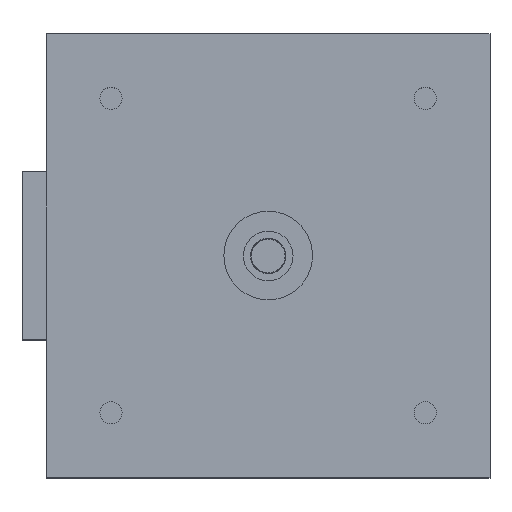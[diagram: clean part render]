
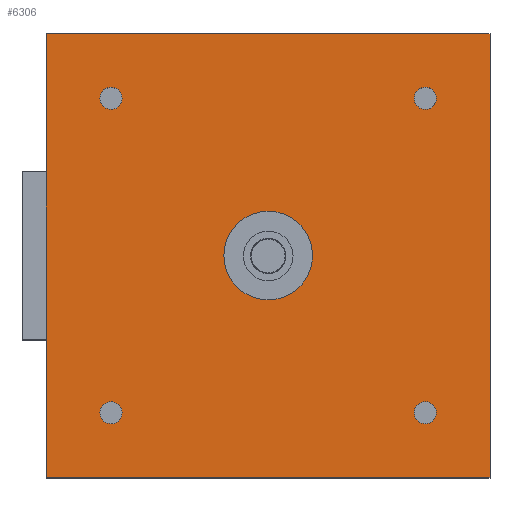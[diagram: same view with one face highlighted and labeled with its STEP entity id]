
A CAD part, top view. The second image highlights one B-rep face of the part: STEP entity #6306.
In plain terms, the highlighted planar face has unit normal (0, 0, 1).
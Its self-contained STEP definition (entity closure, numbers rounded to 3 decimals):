
#102=FACE_BOUND('',#921,.T.);
#103=FACE_BOUND('',#922,.T.);
#104=FACE_BOUND('',#923,.T.);
#105=FACE_BOUND('',#924,.T.);
#106=FACE_BOUND('',#925,.T.);
#275=PLANE('',#6736);
#531=FACE_OUTER_BOUND('',#920,.T.);
#920=EDGE_LOOP('',(#4509,#4510,#4511,#4512));
#921=EDGE_LOOP('',(#4513));
#922=EDGE_LOOP('',(#4514));
#923=EDGE_LOOP('',(#4515));
#924=EDGE_LOOP('',(#4516));
#925=EDGE_LOOP('',(#4517));
#1468=LINE('',#9310,#2080);
#1488=LINE('',#9366,#2100);
#1490=LINE('',#9369,#2102);
#1491=LINE('',#9371,#2103);
#2080=VECTOR('',#7400,10.);
#2100=VECTOR('',#7456,10.);
#2102=VECTOR('',#7460,10.);
#2103=VECTOR('',#7463,10.);
#2663=CIRCLE('',#6706,10.);
#2665=CIRCLE('',#6717,2.5);
#2667=CIRCLE('',#6720,2.5);
#2669=CIRCLE('',#6723,2.5);
#2671=CIRCLE('',#6726,2.5);
#2922=VERTEX_POINT('',#9247);
#2944=VERTEX_POINT('',#9307);
#2945=VERTEX_POINT('',#9309);
#2950=VERTEX_POINT('',#9321);
#2952=VERTEX_POINT('',#9327);
#2954=VERTEX_POINT('',#9333);
#2956=VERTEX_POINT('',#9339);
#2962=VERTEX_POINT('',#9363);
#2963=VERTEX_POINT('',#9365);
#3511=EDGE_CURVE('',#2922,#2922,#2663,.T.);
#3542=EDGE_CURVE('',#2945,#2944,#1468,.T.);
#3548=EDGE_CURVE('',#2950,#2950,#2665,.T.);
#3551=EDGE_CURVE('',#2952,#2952,#2667,.T.);
#3554=EDGE_CURVE('',#2954,#2954,#2669,.T.);
#3557=EDGE_CURVE('',#2956,#2956,#2671,.T.);
#3570=EDGE_CURVE('',#2963,#2962,#1488,.T.);
#3572=EDGE_CURVE('',#2962,#2945,#1490,.T.);
#3573=EDGE_CURVE('',#2944,#2963,#1491,.T.);
#4509=ORIENTED_EDGE('',*,*,#3573,.T.);
#4510=ORIENTED_EDGE('',*,*,#3570,.T.);
#4511=ORIENTED_EDGE('',*,*,#3572,.T.);
#4512=ORIENTED_EDGE('',*,*,#3542,.T.);
#4513=ORIENTED_EDGE('',*,*,#3511,.T.);
#4514=ORIENTED_EDGE('',*,*,#3548,.T.);
#4515=ORIENTED_EDGE('',*,*,#3551,.T.);
#4516=ORIENTED_EDGE('',*,*,#3554,.T.);
#4517=ORIENTED_EDGE('',*,*,#3557,.T.);
#6306=ADVANCED_FACE('',(#531,#102,#103,#104,#105,#106),#275,.T.);
#6706=AXIS2_PLACEMENT_3D('',#9248,#7351,#7352);
#6717=AXIS2_PLACEMENT_3D('',#9322,#7408,#7409);
#6720=AXIS2_PLACEMENT_3D('',#9328,#7415,#7416);
#6723=AXIS2_PLACEMENT_3D('',#9334,#7422,#7423);
#6726=AXIS2_PLACEMENT_3D('',#9340,#7429,#7430);
#6736=AXIS2_PLACEMENT_3D('',#9372,#7464,#7465);
#7351=DIRECTION('center_axis',(0.,0.,-1.));
#7352=DIRECTION('ref_axis',(-1.,0.,0.));
#7400=DIRECTION('',(0.,-1.,0.));
#7408=DIRECTION('center_axis',(0.,0.,-1.));
#7409=DIRECTION('ref_axis',(-1.,0.,0.));
#7415=DIRECTION('center_axis',(0.,0.,-1.));
#7416=DIRECTION('ref_axis',(-1.,0.,0.));
#7422=DIRECTION('center_axis',(0.,0.,-1.));
#7423=DIRECTION('ref_axis',(-1.,0.,0.));
#7429=DIRECTION('center_axis',(0.,0.,-1.));
#7430=DIRECTION('ref_axis',(-1.,0.,0.));
#7456=DIRECTION('',(0.,1.,0.));
#7460=DIRECTION('',(-1.,0.,0.));
#7463=DIRECTION('',(1.,0.,0.));
#7464=DIRECTION('center_axis',(0.,0.,1.));
#7465=DIRECTION('ref_axis',(-1.,0.,0.));
#9247=CARTESIAN_POINT('',(10.,0.,112.));
#9248=CARTESIAN_POINT('Origin',(0.,0.,112.));
#9307=CARTESIAN_POINT('',(-50.,-50.,112.));
#9309=CARTESIAN_POINT('',(-50.,50.,112.));
#9310=CARTESIAN_POINT('',(-50.,50.,112.));
#9321=CARTESIAN_POINT('',(37.929,35.429,112.));
#9322=CARTESIAN_POINT('Origin',(35.429,35.429,112.));
#9327=CARTESIAN_POINT('',(37.929,-35.429,112.));
#9328=CARTESIAN_POINT('Origin',(35.429,-35.429,112.));
#9333=CARTESIAN_POINT('',(-32.929,35.429,112.));
#9334=CARTESIAN_POINT('Origin',(-35.429,35.429,112.));
#9339=CARTESIAN_POINT('',(-32.929,-35.429,112.));
#9340=CARTESIAN_POINT('Origin',(-35.429,-35.429,112.));
#9363=CARTESIAN_POINT('',(50.,50.,112.));
#9365=CARTESIAN_POINT('',(50.,-50.,112.));
#9366=CARTESIAN_POINT('',(50.,-50.,112.));
#9369=CARTESIAN_POINT('',(50.,50.,112.));
#9371=CARTESIAN_POINT('',(-50.,-50.,112.));
#9372=CARTESIAN_POINT('Origin',(0.,0.,112.));
